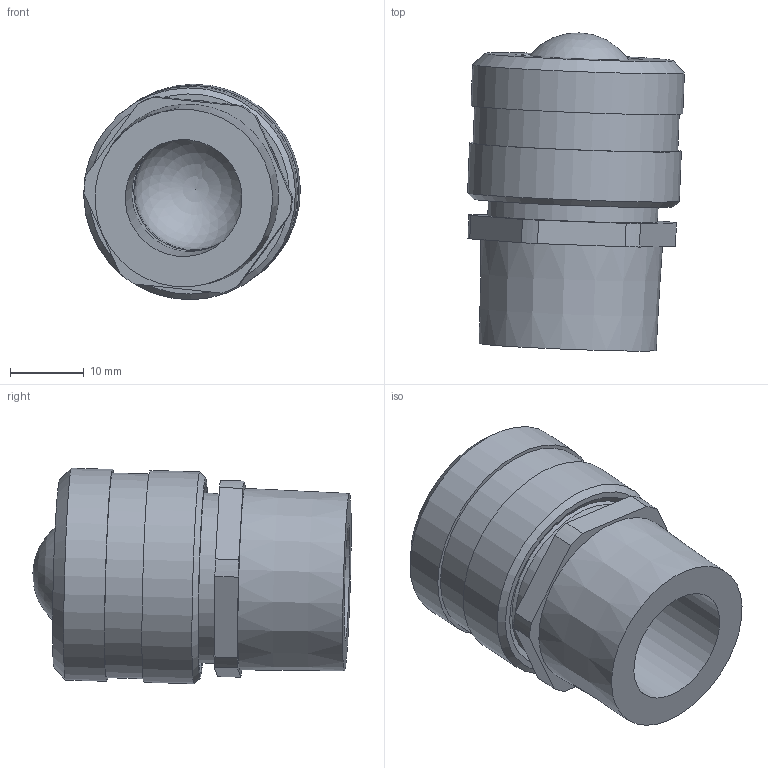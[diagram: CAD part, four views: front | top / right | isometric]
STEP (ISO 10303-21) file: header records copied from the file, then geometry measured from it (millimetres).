
FILE_DESCRIPTION(/* description */ (''),/* implementation_level */ '2;1');
FILE_NAME(/* name */ 'KD2SA.stp',/* time_stamp */ '2021-01-25T14:28:17-06:00',/* author */ ('nsantoro'),/* organization */ (''),/* preprocessor_version */ 'ST-DEVELOPER v18',/* originating_system */ 'Autodesk Inventor 2020',/* authorisation */ '');
FILE_SCHEMA (('AUTOMOTIVE_DESIGN { 1 0 10303 214 3 1 1 }'));
Length unit declared in the file: inch
Products named in the file (4): Aluminum Assembly; Iron Body-2; Aluminum Nut; Mesh
Assembly tree (3 placements, depth 2):
  Aluminum Assembly
    Iron Body-2
    Aluminum Nut
    Mesh
Bounding box: 29.43 x 43.22 x 29.26 mm (x, y, z)
Volume: 13741.3 mm3; surface area: 10278.3 mm2
Topology: 3 solids, 3 shells, 57 faces, 153 edges, 106 vertices
Faces by surface type: plane 22, cylinder 22, cone 10, sphere 2, torus 1
Full cylindrical faces by diameter (mm): 15.875 x1, 16.002 x1, 16.383 x1, 23.114 x1, 23.876 x1, 24.018 x1, 25.248 x1, 27.813 x1, 28.781 x2
Entity records: 2001 total; most frequent: DIRECTION 374, CARTESIAN_POINT 321, ORIENTED_EDGE 302, AXIS2_PLACEMENT_3D 159, EDGE_CURVE 151, VERTEX_POINT 106, CIRCLE 95, EDGE_LOOP 67
